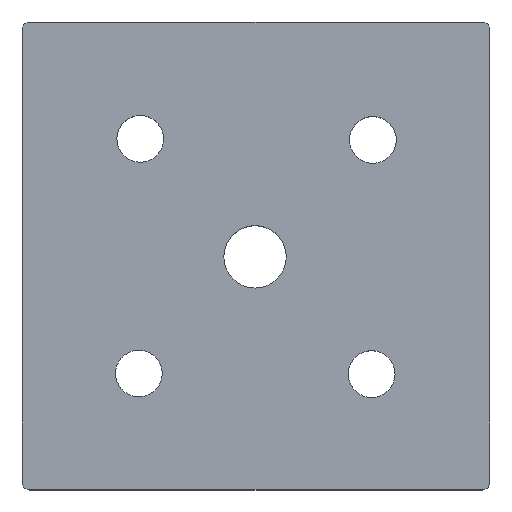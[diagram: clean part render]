
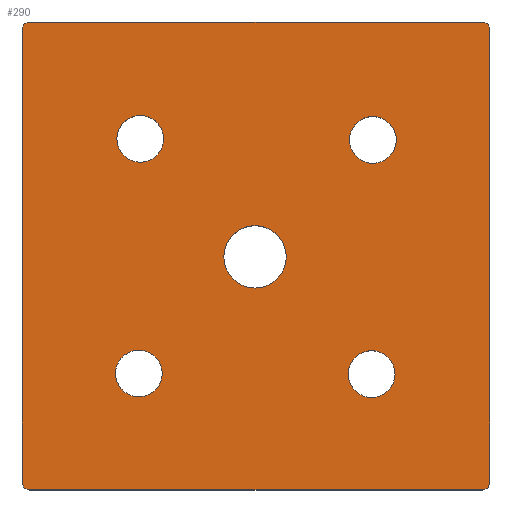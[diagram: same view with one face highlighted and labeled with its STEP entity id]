
A CAD part, top view. The second image highlights one B-rep face of the part: STEP entity #290.
In plain terms, the highlighted planar face has unit normal (0, 0, 1).
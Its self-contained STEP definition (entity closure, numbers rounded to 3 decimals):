
#20=FACE_BOUND('',#59,.T.);
#21=FACE_BOUND('',#60,.T.);
#22=FACE_BOUND('',#61,.T.);
#23=FACE_BOUND('',#62,.T.);
#24=FACE_BOUND('',#63,.T.);
#28=PLANE('',#332);
#38=FACE_OUTER_BOUND('',#58,.T.);
#58=EDGE_LOOP('',(#233,#234,#235,#236,#237,#238,#239,#240));
#59=EDGE_LOOP('',(#241));
#60=EDGE_LOOP('',(#242));
#61=EDGE_LOOP('',(#243));
#62=EDGE_LOOP('',(#244));
#63=EDGE_LOOP('',(#245));
#75=LINE('',#449,#96);
#81=LINE('',#480,#102);
#85=LINE('',#491,#106);
#86=LINE('',#492,#107);
#96=VECTOR('',#359,10.);
#102=VECTOR('',#389,10.);
#106=VECTOR('',#403,10.);
#107=VECTOR('',#404,10.);
#113=CIRCLE('',#313,1.508);
#123=CIRCLE('',#326,1.508);
#124=CIRCLE('',#329,1.508);
#125=CIRCLE('',#331,1.508);
#126=CIRCLE('',#333,4.5);
#127=CIRCLE('',#334,4.5);
#128=CIRCLE('',#335,4.5);
#129=CIRCLE('',#336,6.);
#130=CIRCLE('',#337,4.5);
#131=VERTEX_POINT('',#436);
#132=VERTEX_POINT('',#437);
#136=VERTEX_POINT('',#447);
#147=VERTEX_POINT('',#473);
#148=VERTEX_POINT('',#474);
#149=VERTEX_POINT('',#479);
#150=VERTEX_POINT('',#483);
#151=VERTEX_POINT('',#487);
#152=VERTEX_POINT('',#493);
#153=VERTEX_POINT('',#495);
#154=VERTEX_POINT('',#497);
#155=VERTEX_POINT('',#499);
#156=VERTEX_POINT('',#501);
#157=EDGE_CURVE('',#131,#132,#113,.T.);
#163=EDGE_CURVE('',#131,#136,#75,.T.);
#175=EDGE_CURVE('',#147,#148,#123,.T.);
#178=EDGE_CURVE('',#149,#148,#81,.T.);
#180=EDGE_CURVE('',#149,#150,#124,.T.);
#182=EDGE_CURVE('',#151,#136,#125,.T.);
#184=EDGE_CURVE('',#151,#150,#85,.T.);
#185=EDGE_CURVE('',#147,#132,#86,.T.);
#186=EDGE_CURVE('',#152,#152,#126,.T.);
#187=EDGE_CURVE('',#153,#153,#127,.T.);
#188=EDGE_CURVE('',#154,#154,#128,.T.);
#189=EDGE_CURVE('',#155,#155,#129,.T.);
#190=EDGE_CURVE('',#156,#156,#130,.T.);
#233=ORIENTED_EDGE('',*,*,#157,.F.);
#234=ORIENTED_EDGE('',*,*,#163,.T.);
#235=ORIENTED_EDGE('',*,*,#182,.F.);
#236=ORIENTED_EDGE('',*,*,#184,.T.);
#237=ORIENTED_EDGE('',*,*,#180,.F.);
#238=ORIENTED_EDGE('',*,*,#178,.T.);
#239=ORIENTED_EDGE('',*,*,#175,.F.);
#240=ORIENTED_EDGE('',*,*,#185,.T.);
#241=ORIENTED_EDGE('',*,*,#186,.T.);
#242=ORIENTED_EDGE('',*,*,#187,.T.);
#243=ORIENTED_EDGE('',*,*,#188,.T.);
#244=ORIENTED_EDGE('',*,*,#189,.T.);
#245=ORIENTED_EDGE('',*,*,#190,.T.);
#290=ADVANCED_FACE('',(#38,#20,#21,#22,#23,#24),#28,.F.);
#313=AXIS2_PLACEMENT_3D('',#438,#349,#350);
#326=AXIS2_PLACEMENT_3D('',#475,#383,#384);
#329=AXIS2_PLACEMENT_3D('',#484,#393,#394);
#331=AXIS2_PLACEMENT_3D('',#488,#398,#399);
#332=AXIS2_PLACEMENT_3D('',#490,#401,#402);
#333=AXIS2_PLACEMENT_3D('',#494,#405,#406);
#334=AXIS2_PLACEMENT_3D('',#496,#407,#408);
#335=AXIS2_PLACEMENT_3D('',#498,#409,#410);
#336=AXIS2_PLACEMENT_3D('',#500,#411,#412);
#337=AXIS2_PLACEMENT_3D('',#502,#413,#414);
#349=DIRECTION('center_axis',(0.,0.,-1.));
#350=DIRECTION('ref_axis',(-0.707,-0.707,0.));
#359=DIRECTION('',(1.,0.,0.));
#383=DIRECTION('center_axis',(0.,0.,-1.));
#384=DIRECTION('ref_axis',(-0.707,0.707,0.));
#389=DIRECTION('',(-1.,0.,0.));
#393=DIRECTION('center_axis',(0.,0.,-1.));
#394=DIRECTION('ref_axis',(0.707,0.707,0.));
#398=DIRECTION('center_axis',(0.,0.,-1.));
#399=DIRECTION('ref_axis',(0.707,-0.707,0.));
#401=DIRECTION('center_axis',(0.,0.,-1.));
#402=DIRECTION('ref_axis',(0.,-1.,0.));
#403=DIRECTION('',(0.,1.,0.));
#404=DIRECTION('',(0.,-1.,0.));
#405=DIRECTION('center_axis',(0.,0.,-1.));
#406=DIRECTION('ref_axis',(1.,0.,0.));
#407=DIRECTION('center_axis',(0.,0.,-1.));
#408=DIRECTION('ref_axis',(1.,0.,0.));
#409=DIRECTION('center_axis',(0.,0.,-1.));
#410=DIRECTION('ref_axis',(1.,0.,0.));
#411=DIRECTION('center_axis',(0.,0.,-1.));
#412=DIRECTION('ref_axis',(1.,0.,0.));
#413=DIRECTION('center_axis',(0.,0.,-1.));
#414=DIRECTION('ref_axis',(1.,0.,0.));
#436=CARTESIAN_POINT('',(-36.577,0.,-61.436));
#437=CARTESIAN_POINT('',(-38.085,1.508,-61.436));
#438=CARTESIAN_POINT('Origin',(-36.577,1.508,-61.436));
#447=CARTESIAN_POINT('',(50.407,0.,-61.436));
#449=CARTESIAN_POINT('',(6.915,0.,-61.436));
#473=CARTESIAN_POINT('',(-38.085,88.492,-61.436));
#474=CARTESIAN_POINT('',(-36.577,90.,-61.436));
#475=CARTESIAN_POINT('Origin',(-36.577,88.492,-61.436));
#479=CARTESIAN_POINT('',(50.407,90.,-61.436));
#480=CARTESIAN_POINT('',(6.915,90.,-61.436));
#483=CARTESIAN_POINT('',(51.915,88.492,-61.436));
#484=CARTESIAN_POINT('Origin',(50.407,88.492,-61.436));
#487=CARTESIAN_POINT('',(51.915,1.508,-61.436));
#488=CARTESIAN_POINT('Origin',(50.407,1.508,-61.436));
#490=CARTESIAN_POINT('Origin',(6.915,45.,-61.436));
#491=CARTESIAN_POINT('',(51.915,45.,-61.436));
#492=CARTESIAN_POINT('',(-38.085,45.,-61.436));
#493=CARTESIAN_POINT('',(-19.845,67.519,-61.436));
#494=CARTESIAN_POINT('Origin',(-15.345,67.519,-61.436));
#495=CARTESIAN_POINT('',(24.904,67.315,-61.436));
#496=CARTESIAN_POINT('Origin',(29.404,67.315,-61.436));
#497=CARTESIAN_POINT('',(24.665,22.28,-61.436));
#498=CARTESIAN_POINT('Origin',(29.165,22.28,-61.436));
#499=CARTESIAN_POINT('',(0.734,44.822,-61.436));
#500=CARTESIAN_POINT('Origin',(6.734,44.822,-61.436));
#501=CARTESIAN_POINT('',(-20.119,22.382,-61.436));
#502=CARTESIAN_POINT('Origin',(-15.619,22.382,-61.436));
